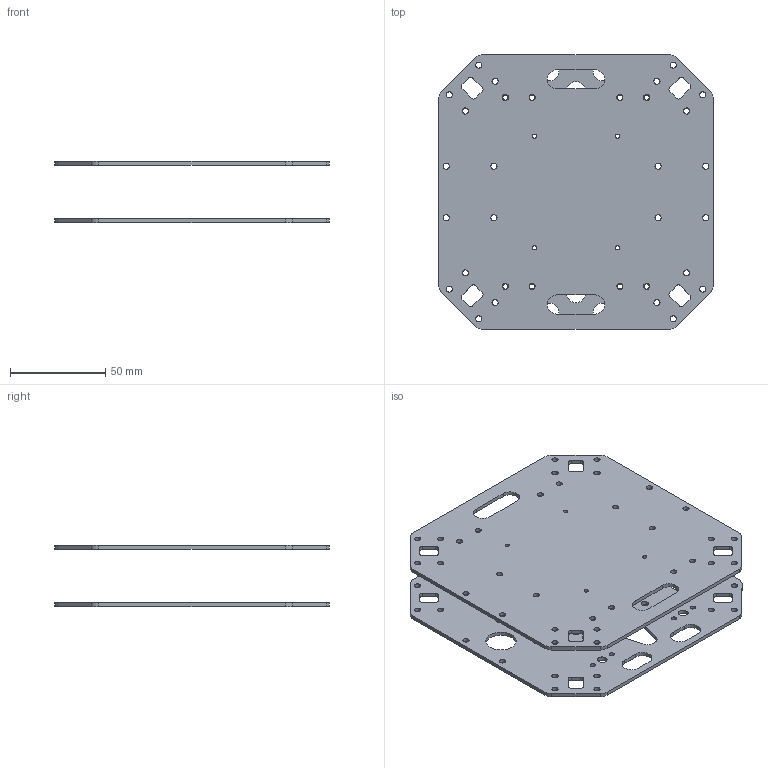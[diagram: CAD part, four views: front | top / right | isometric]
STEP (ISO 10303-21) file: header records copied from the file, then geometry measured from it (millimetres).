
FILE_DESCRIPTION(/* description */ (''),/* implementation_level */ '2;1');
FILE_NAME(/* name */ 'X500_boards v2.step',/* time_stamp */ '2022-03-08T10:37:36+01:00',/* author */ (''),/* organization */ (''),/* preprocessor_version */ 'ST-DEVELOPER v18.1',/* originating_system */ 'Autodesk Translation Framework v10.13.0.1454',/* authorisation */ '');
FILE_SCHEMA (('AUTOMOTIVE_DESIGN { 1 0 10303 214 3 1 1 }'));
Length unit declared in the file: millimetre
Products named in the file (3): X500_boards; BotBoard; TopBoard
Assembly tree (2 placements, depth 2):
  X500_boards
    BotBoard
    TopBoard
Bounding box: 144 x 144 x 32 mm (x, y, z)
Volume: 71935.1 mm3; surface area: 77614 mm2
Topology: 2 solids, 2 shells, 235 faces, 693 edges, 462 vertices
Faces by surface type: cylinder 159, plane 76
Full cylindrical faces by diameter (mm): 2.2 x4, 2.7 x8, 3.2 x64, 3.7 x4, 5 x4, 6 x1, 16 x2
Entity records: 8501 total; most frequent: DIRECTION 1491, CARTESIAN_POINT 1395, ORIENTED_EDGE 1386, EDGE_CURVE 693, AXIS2_PLACEMENT_3D 558, VERTEX_POINT 462, EDGE_LOOP 447, LINE 375
